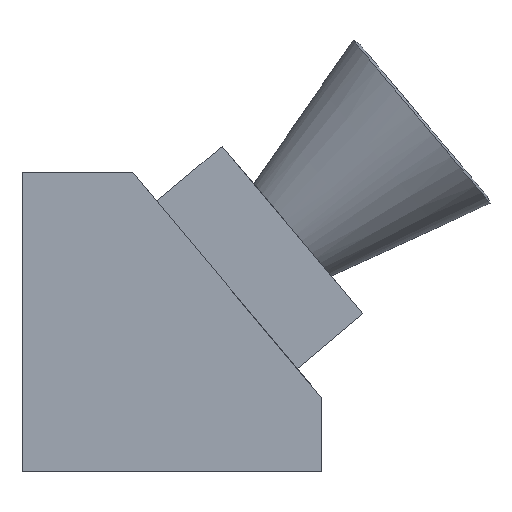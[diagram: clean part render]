
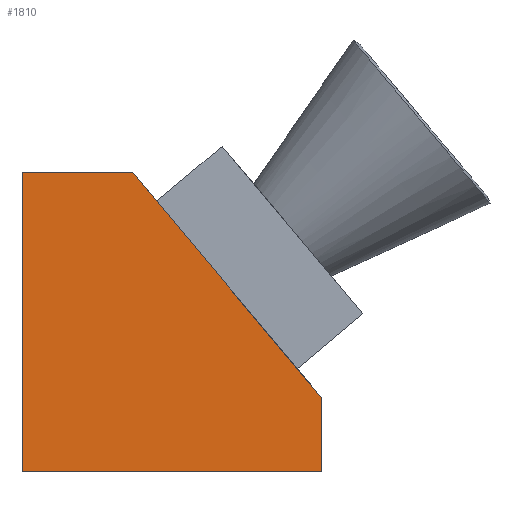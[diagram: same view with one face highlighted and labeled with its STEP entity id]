
A CAD part, left-side view. The second image highlights one B-rep face of the part: STEP entity #1810.
In plain terms, the highlighted planar face has unit normal (-1, 0, 0).
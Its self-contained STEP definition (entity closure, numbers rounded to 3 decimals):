
#179=ORIENTED_EDGE('',*,*,#604,.T.);
#180=ORIENTED_EDGE('',*,*,#612,.T.);
#181=ORIENTED_EDGE('',*,*,#615,.T.);
#182=ORIENTED_EDGE('',*,*,#634,.T.);
#183=ORIENTED_EDGE('',*,*,#637,.T.);
#604=EDGE_CURVE('',#839,#840,#997,.T.);
#612=EDGE_CURVE('',#840,#847,#1005,.T.);
#615=EDGE_CURVE('',#847,#849,#1008,.T.);
#634=EDGE_CURVE('',#849,#867,#1027,.T.);
#637=EDGE_CURVE('',#867,#839,#1030,.T.);
#839=VERTEX_POINT('',#2661);
#840=VERTEX_POINT('',#2662);
#847=VERTEX_POINT('',#2678);
#849=VERTEX_POINT('',#2684);
#867=VERTEX_POINT('',#2722);
#997=LINE('',#2660,#1228);
#1005=LINE('',#2677,#1236);
#1008=LINE('',#2683,#1239);
#1027=LINE('',#2721,#1258);
#1030=LINE('',#2727,#1261);
#1228=VECTOR('',#2171,1000.);
#1236=VECTOR('',#2181,1000.);
#1239=VECTOR('',#2186,1000.);
#1258=VECTOR('',#2207,1000.);
#1261=VECTOR('',#2212,1000.);
#1461=EDGE_LOOP('',(#179,#180,#181,#182,#183));
#1584=FACE_BOUND('',#1461,.T.);
#1699=PLANE('',#2029);
#1810=ADVANCED_FACE('',(#1584),#1699,.T.);
#2029=AXIS2_PLACEMENT_3D('',#2730,#2216,#2217);
#2171=DIRECTION('',(0.,0.643,0.766));
#2181=DIRECTION('',(0.,1.,0.));
#2186=DIRECTION('',(0.,0.,-1.));
#2207=DIRECTION('',(0.,-1.,0.));
#2212=DIRECTION('',(0.,0.,1.));
#2216=DIRECTION('',(-1.,0.,0.));
#2217=DIRECTION('',(0.,0.,1.));
#2660=CARTESIAN_POINT('',(0.,0.,43.75));
#2661=CARTESIAN_POINT('',(0.,0.,43.75));
#2662=CARTESIAN_POINT('',(0.,110.132,175.));
#2677=CARTESIAN_POINT('',(0.,110.132,175.));
#2678=CARTESIAN_POINT('',(0.,175.,175.));
#2683=CARTESIAN_POINT('',(0.,175.,175.));
#2684=CARTESIAN_POINT('',(0.,175.,0.));
#2721=CARTESIAN_POINT('',(0.,175.,0.));
#2722=CARTESIAN_POINT('',(0.,0.,0.));
#2727=CARTESIAN_POINT('',(0.,0.,0.));
#2730=CARTESIAN_POINT('',(0.,0.,0.));
